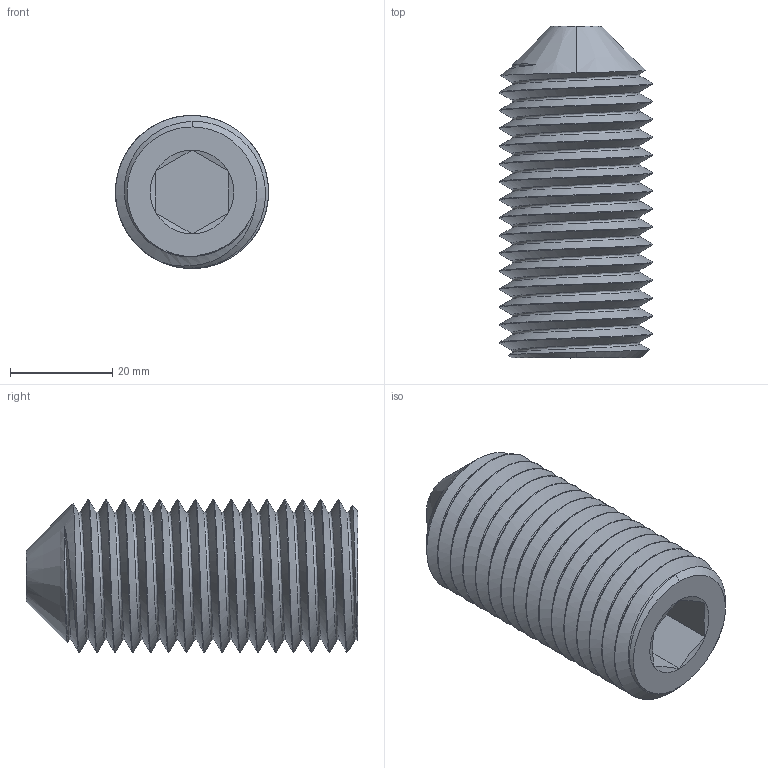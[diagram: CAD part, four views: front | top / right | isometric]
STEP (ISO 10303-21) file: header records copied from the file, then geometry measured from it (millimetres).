
FILE_DESCRIPTION (( 'STEP AP214' ), '1' );
FILE_NAME ('M30.STEP', '2019-03-27T17:44:23', ( '' ), ( '' ), 'SwSTEP 2.0', 'SolidWorks 2018', '' );
FILE_SCHEMA (( 'AUTOMOTIVE_DESIGN' ));
Length unit declared in the file: millimetre
Products named in the file (1): M30
Bounding box: 29.98 x 65 x 30 mm (x, y, z)
Volume: 32591.9 mm3; surface area: 10851.2 mm2
Topology: 1 solids, 1 shells, 54 faces, 141 edges, 90 vertices
Faces by surface type: cylinder 31, cone 11, plane 9, bspline 3
Entity records: 7445 total; most frequent: CARTESIAN_POINT 6318, ORIENTED_EDGE 282, DIRECTION 174, EDGE_CURVE 141, VERTEX_POINT 90, AXIS2_PLACEMENT_3D 64, EDGE_LOOP 55, FACE_OUTER_BOUND 54
